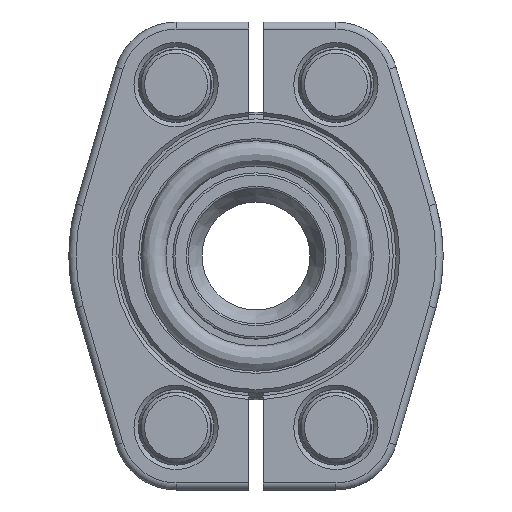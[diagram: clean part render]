
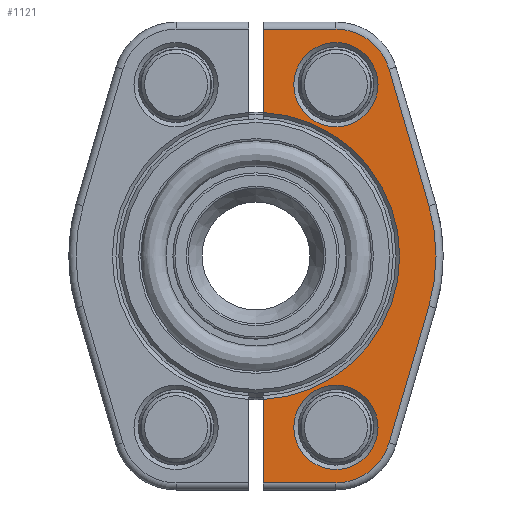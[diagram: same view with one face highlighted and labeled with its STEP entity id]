
A CAD part, left-side view. The second image highlights one B-rep face of the part: STEP entity #1121.
In plain terms, the highlighted face is planar.
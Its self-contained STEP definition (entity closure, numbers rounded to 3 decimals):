
#1025=PLANE('',#2653);
#1121=ADVANCED_FACE('',(#1303,#1304,#1305),#1025,.T.);
#1303=FACE_BOUND('',#1436,.T.);
#1304=FACE_BOUND('',#1437,.T.);
#1305=FACE_BOUND('',#1438,.T.);
#1436=EDGE_LOOP('',(#1796,#1797,#1798,#1799,#1800,#1801,#1802,#1803,#1804,
#1805));
#1437=EDGE_LOOP('',(#1806));
#1438=EDGE_LOOP('',(#1807));
#1582=CIRCLE('',#2647,7.7);
#1583=CIRCLE('',#2648,25.);
#1584=CIRCLE('',#2649,7.7);
#1585=CIRCLE('',#2650,19.95);
#1586=CIRCLE('',#2651,5.85);
#1587=CIRCLE('',#2652,5.85);
#1796=ORIENTED_EDGE('',*,*,#2302,.F.);
#1797=ORIENTED_EDGE('',*,*,#2303,.T.);
#1798=ORIENTED_EDGE('',*,*,#2304,.T.);
#1799=ORIENTED_EDGE('',*,*,#2305,.T.);
#1800=ORIENTED_EDGE('',*,*,#2306,.T.);
#1801=ORIENTED_EDGE('',*,*,#2307,.T.);
#1802=ORIENTED_EDGE('',*,*,#2308,.T.);
#1803=ORIENTED_EDGE('',*,*,#2309,.T.);
#1804=ORIENTED_EDGE('',*,*,#2310,.F.);
#1805=ORIENTED_EDGE('',*,*,#2311,.T.);
#1806=ORIENTED_EDGE('',*,*,#2312,.T.);
#1807=ORIENTED_EDGE('',*,*,#2313,.T.);
#2147=VERTEX_POINT('',#3640);
#2148=VERTEX_POINT('',#3641);
#2149=VERTEX_POINT('',#3643);
#2150=VERTEX_POINT('',#3645);
#2151=VERTEX_POINT('',#3647);
#2152=VERTEX_POINT('',#3649);
#2153=VERTEX_POINT('',#3651);
#2154=VERTEX_POINT('',#3653);
#2155=VERTEX_POINT('',#3655);
#2156=VERTEX_POINT('',#3657);
#2157=VERTEX_POINT('',#3660);
#2158=VERTEX_POINT('',#3662);
#2302=EDGE_CURVE('',#2147,#2148,#2446,.T.);
#2303=EDGE_CURVE('',#2147,#2149,#2447,.T.);
#2304=EDGE_CURVE('',#2149,#2150,#1582,.T.);
#2305=EDGE_CURVE('',#2150,#2151,#2448,.T.);
#2306=EDGE_CURVE('',#2151,#2152,#1583,.T.);
#2307=EDGE_CURVE('',#2152,#2153,#2449,.T.);
#2308=EDGE_CURVE('',#2153,#2154,#1584,.T.);
#2309=EDGE_CURVE('',#2154,#2155,#2450,.T.);
#2310=EDGE_CURVE('',#2156,#2155,#2451,.T.);
#2311=EDGE_CURVE('',#2156,#2148,#1585,.T.);
#2312=EDGE_CURVE('',#2157,#2157,#1586,.T.);
#2313=EDGE_CURVE('',#2158,#2158,#1587,.T.);
#2446=LINE('',#3639,#2506);
#2447=LINE('',#3642,#2507);
#2448=LINE('',#3646,#2508);
#2449=LINE('',#3650,#2509);
#2450=LINE('',#3654,#2510);
#2451=LINE('',#3656,#2511);
#2506=VECTOR('',#3045,1.);
#2507=VECTOR('',#3046,1.);
#2508=VECTOR('',#3049,1.);
#2509=VECTOR('',#3052,1.);
#2510=VECTOR('',#3055,1.);
#2511=VECTOR('',#3056,1.);
#2647=AXIS2_PLACEMENT_3D('',#3644,#3047,#3048);
#2648=AXIS2_PLACEMENT_3D('',#3648,#3050,#3051);
#2649=AXIS2_PLACEMENT_3D('',#3652,#3053,#3054);
#2650=AXIS2_PLACEMENT_3D('',#3658,#3057,#3058);
#2651=AXIS2_PLACEMENT_3D('',#3659,#3059,#3060);
#2652=AXIS2_PLACEMENT_3D('',#3661,#3061,#3062);
#2653=AXIS2_PLACEMENT_3D('',#3663,#3063,#3064);
#3045=DIRECTION('',(-1.,0.,0.));
#3046=DIRECTION('',(0.,-1.,0.));
#3047=DIRECTION('',(0.,0.,-1.));
#3048=DIRECTION('',(-1.,0.,0.));
#3049=DIRECTION('',(-0.96,-0.279,0.));
#3050=DIRECTION('',(0.,0.,-1.));
#3051=DIRECTION('',(-1.,0.,0.));
#3052=DIRECTION('',(-0.96,0.279,0.));
#3053=DIRECTION('',(0.,0.,-1.));
#3054=DIRECTION('',(-1.,0.,0.));
#3055=DIRECTION('',(0.,1.,0.));
#3056=DIRECTION('',(-1.,0.,0.));
#3057=DIRECTION('',(0.,0.,1.));
#3058=DIRECTION('',(-1.,0.,0.));
#3059=DIRECTION('',(0.,0.,1.));
#3060=DIRECTION('',(-1.,0.,0.));
#3061=DIRECTION('',(0.,0.,1.));
#3062=DIRECTION('',(-1.,0.,0.));
#3063=DIRECTION('',(0.,0.,-1.));
#3064=DIRECTION('',(-1.,0.,0.));
#3639=CARTESIAN_POINT('',(40.,-1.,0.));
#3640=CARTESIAN_POINT('',(31.5,-1.,0.));
#3641=CARTESIAN_POINT('',(19.925,-1.,0.));
#3642=CARTESIAN_POINT('',(31.5,-11.1,0.));
#3643=CARTESIAN_POINT('',(31.5,-11.1,0.));
#3644=CARTESIAN_POINT('',(23.8,-11.1,0.));
#3645=CARTESIAN_POINT('',(25.949,-18.494,0.));
#3646=CARTESIAN_POINT('',(25.949,-18.494,0.));
#3647=CARTESIAN_POINT('',(6.976,-24.007,0.));
#3648=CARTESIAN_POINT('',(0.,0.,0.));
#3649=CARTESIAN_POINT('',(-6.976,-24.007,0.));
#3650=CARTESIAN_POINT('',(17.946,-31.248,0.));
#3651=CARTESIAN_POINT('',(-25.949,-18.494,0.));
#3652=CARTESIAN_POINT('',(-23.8,-11.1,0.));
#3653=CARTESIAN_POINT('',(-31.5,-11.1,0.));
#3654=CARTESIAN_POINT('',(-31.5,-11.1,0.));
#3655=CARTESIAN_POINT('',(-31.5,-1.,0.));
#3656=CARTESIAN_POINT('',(40.,-1.,0.));
#3657=CARTESIAN_POINT('',(-19.925,-1.,0.));
#3658=CARTESIAN_POINT('',(0.,0.,0.));
#3659=CARTESIAN_POINT('',(-23.8,-11.1,0.));
#3660=CARTESIAN_POINT('',(-29.65,-11.1,0.));
#3661=CARTESIAN_POINT('',(23.8,-11.1,0.));
#3662=CARTESIAN_POINT('',(17.95,-11.1,0.));
#3663=CARTESIAN_POINT('',(23.8,-11.1,0.));
